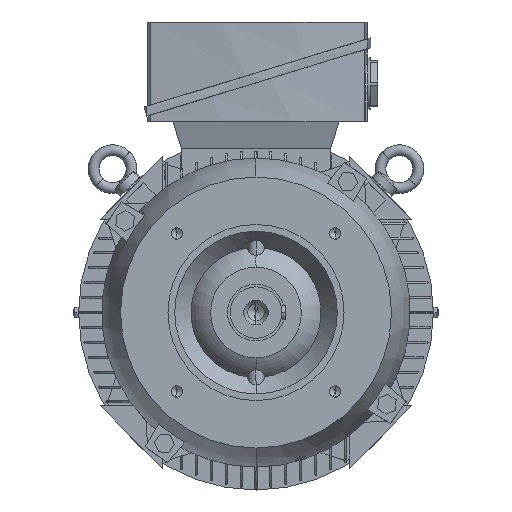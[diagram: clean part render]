
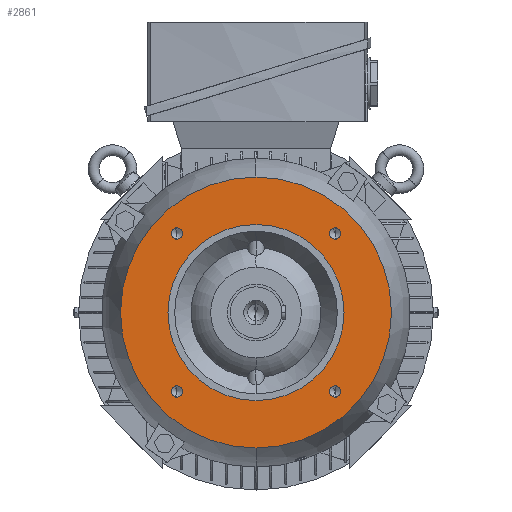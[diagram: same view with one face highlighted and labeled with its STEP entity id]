
A CAD part, left-side view. The second image highlights one B-rep face of the part: STEP entity #2861.
In plain terms, the highlighted planar face has unit normal (-1, 0, 0).
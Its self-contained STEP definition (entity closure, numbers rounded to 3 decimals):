
#2861=ADVANCED_FACE('',(#5769,#5770,#5771,#5772,#5773,#5774),#5775,.T.);
#5769=FACE_BOUND('',#8685,.T.);
#5770=FACE_BOUND('',#8686,.T.);
#5771=FACE_BOUND('',#8687,.T.);
#5772=FACE_BOUND('',#8688,.T.);
#5773=FACE_OUTER_BOUND('',#8689,.T.);
#5774=FACE_BOUND('',#8690,.T.);
#5775=PLANE('',#8691);
#8685=EDGE_LOOP('',(#17541,#17542));
#8686=EDGE_LOOP('',(#17543,#17544));
#8687=EDGE_LOOP('',(#17545,#17546));
#8688=EDGE_LOOP('',(#17547,#17548));
#8689=EDGE_LOOP('',(#17549,#17550));
#8690=EDGE_LOOP('',(#17551,#17552));
#8691=AXIS2_PLACEMENT_3D('',#17553,#17554,#17555);
#17541=ORIENTED_EDGE('',*,*,#20983,.T.);
#17542=ORIENTED_EDGE('',*,*,#17779,.T.);
#17543=ORIENTED_EDGE('',*,*,#20987,.T.);
#17544=ORIENTED_EDGE('',*,*,#17771,.T.);
#17545=ORIENTED_EDGE('',*,*,#20991,.T.);
#17546=ORIENTED_EDGE('',*,*,#17763,.T.);
#17547=ORIENTED_EDGE('',*,*,#20995,.T.);
#17548=ORIENTED_EDGE('',*,*,#17755,.T.);
#17549=ORIENTED_EDGE('',*,*,#20971,.F.);
#17550=ORIENTED_EDGE('',*,*,#17793,.F.);
#17551=ORIENTED_EDGE('',*,*,#17731,.T.);
#17552=ORIENTED_EDGE('',*,*,#21049,.T.);
#17553=CARTESIAN_POINT('',(-50.5,0.0,82.5));
#17554=DIRECTION('',(-1.0,0.0,0.));
#17555=DIRECTION('',(0.,0.0,-1.0));
#17731=EDGE_CURVE('',#21304,#21308,#21310,.T.);
#17755=EDGE_CURVE('',#21348,#21345,#21349,.T.);
#17763=EDGE_CURVE('',#21361,#21358,#21362,.T.);
#17771=EDGE_CURVE('',#21374,#21371,#21375,.T.);
#17779=EDGE_CURVE('',#21387,#21384,#21388,.T.);
#17793=EDGE_CURVE('',#21408,#21411,#21412,.T.);
#20971=EDGE_CURVE('',#21411,#21408,#26131,.T.);
#20983=EDGE_CURVE('',#21384,#21387,#26144,.T.);
#20987=EDGE_CURVE('',#21371,#21374,#26148,.T.);
#20991=EDGE_CURVE('',#21358,#21361,#26152,.T.);
#20995=EDGE_CURVE('',#21345,#21348,#26156,.T.);
#21049=EDGE_CURVE('',#21308,#21304,#26220,.T.);
#21304=VERTEX_POINT('',#26737);
#21308=VERTEX_POINT('',#26742);
#21310=CIRCLE('',#26745,65.0);
#21345=VERTEX_POINT('',#26920);
#21348=VERTEX_POINT('',#26924);
#21349=CIRCLE('',#26925,4.19);
#21358=VERTEX_POINT('',#26937);
#21361=VERTEX_POINT('',#26941);
#21362=CIRCLE('',#26942,4.19);
#21371=VERTEX_POINT('',#26954);
#21374=VERTEX_POINT('',#26958);
#21375=CIRCLE('',#26959,4.19);
#21384=VERTEX_POINT('',#26971);
#21387=VERTEX_POINT('',#26975);
#21388=CIRCLE('',#26976,4.19);
#21408=VERTEX_POINT('',#27012);
#21411=VERTEX_POINT('',#27015);
#21412=CIRCLE('',#27016,100.);
#26131=CIRCLE('',#40695,100.);
#26144=CIRCLE('',#40829,4.19);
#26148=CIRCLE('',#40833,4.19);
#26152=CIRCLE('',#40837,4.19);
#26156=CIRCLE('',#40841,4.19);
#26220=CIRCLE('',#41059,65.0);
#26737=CARTESIAN_POINT('',(-50.5,0.0,65.0));
#26742=CARTESIAN_POINT('',(-50.5,0.,-65.0));
#26745=AXIS2_PLACEMENT_3D('',#41211,#41212,#41213);
#26920=CARTESIAN_POINT('',(-50.5,-58.336,54.146));
#26924=CARTESIAN_POINT('',(-50.5,-58.336,62.526));
#26925=AXIS2_PLACEMENT_3D('',#41239,#41240,#41241);
#26937=CARTESIAN_POINT('',(-50.5,-58.336,-62.526));
#26941=CARTESIAN_POINT('',(-50.5,-58.336,-54.146));
#26942=AXIS2_PLACEMENT_3D('',#41249,#41250,#41251);
#26954=CARTESIAN_POINT('',(-50.5,58.336,-62.526));
#26958=CARTESIAN_POINT('',(-50.5,58.336,-54.146));
#26959=AXIS2_PLACEMENT_3D('',#41259,#41260,#41261);
#26971=CARTESIAN_POINT('',(-50.5,58.336,54.146));
#26975=CARTESIAN_POINT('',(-50.5,58.336,62.526));
#26976=AXIS2_PLACEMENT_3D('',#41269,#41270,#41271);
#27012=CARTESIAN_POINT('',(-50.5,0.,-100.));
#27015=CARTESIAN_POINT('',(-50.5,0.0,100.));
#27016=AXIS2_PLACEMENT_3D('',#41289,#41290,#41291);
#40695=AXIS2_PLACEMENT_3D('',#44124,#44125,#44126);
#40829=AXIS2_PLACEMENT_3D('',#44136,#44137,#44138);
#40833=AXIS2_PLACEMENT_3D('',#44142,#44143,#44144);
#40837=AXIS2_PLACEMENT_3D('',#44148,#44149,#44150);
#40841=AXIS2_PLACEMENT_3D('',#44154,#44155,#44156);
#41059=AXIS2_PLACEMENT_3D('',#44192,#44193,#44194);
#41211=CARTESIAN_POINT('',(-50.5,0.0,0.0));
#41212=DIRECTION('',(1.0,0.0,-0.0));
#41213=DIRECTION('',(0.0,0.0,1.0));
#41239=CARTESIAN_POINT('',(-50.5,-58.336,58.336));
#41240=DIRECTION('',(1.0,0.0,0.));
#41241=DIRECTION('',(0.,0.0,-1.0));
#41249=CARTESIAN_POINT('',(-50.5,-58.336,-58.336));
#41250=DIRECTION('',(1.0,0.0,0.));
#41251=DIRECTION('',(0.,0.0,-1.0));
#41259=CARTESIAN_POINT('',(-50.5,58.336,-58.336));
#41260=DIRECTION('',(1.0,0.0,0.));
#41261=DIRECTION('',(0.,0.0,-1.0));
#41269=CARTESIAN_POINT('',(-50.5,58.336,58.336));
#41270=DIRECTION('',(1.0,0.0,0.));
#41271=DIRECTION('',(0.,0.0,-1.0));
#41289=CARTESIAN_POINT('',(-50.5,0.0,0.0));
#41290=DIRECTION('',(1.0,0.0,-0.0));
#41291=DIRECTION('',(0.0,0.0,1.0));
#44124=CARTESIAN_POINT('',(-50.5,0.0,0.0));
#44125=DIRECTION('',(1.0,0.0,-0.0));
#44126=DIRECTION('',(0.0,0.0,1.0));
#44136=CARTESIAN_POINT('',(-50.5,58.336,58.336));
#44137=DIRECTION('',(1.0,0.0,0.));
#44138=DIRECTION('',(0.,0.0,-1.0));
#44142=CARTESIAN_POINT('',(-50.5,58.336,-58.336));
#44143=DIRECTION('',(1.0,0.0,0.));
#44144=DIRECTION('',(0.,0.0,-1.0));
#44148=CARTESIAN_POINT('',(-50.5,-58.336,-58.336));
#44149=DIRECTION('',(1.0,0.0,0.));
#44150=DIRECTION('',(0.,0.0,-1.0));
#44154=CARTESIAN_POINT('',(-50.5,-58.336,58.336));
#44155=DIRECTION('',(1.0,0.0,0.));
#44156=DIRECTION('',(0.,0.0,-1.0));
#44192=CARTESIAN_POINT('',(-50.5,0.0,0.0));
#44193=DIRECTION('',(1.0,0.0,-0.0));
#44194=DIRECTION('',(0.0,0.0,1.0));
